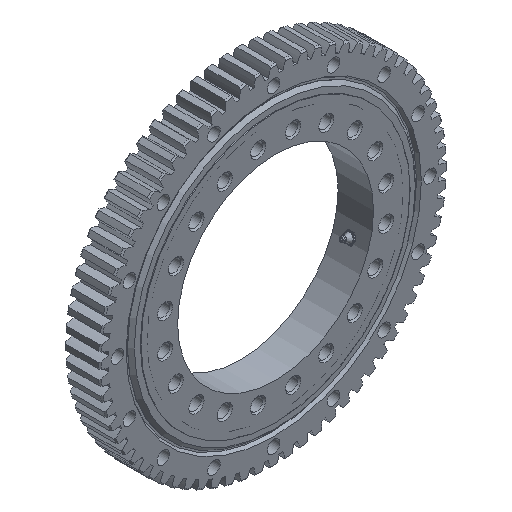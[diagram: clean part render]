
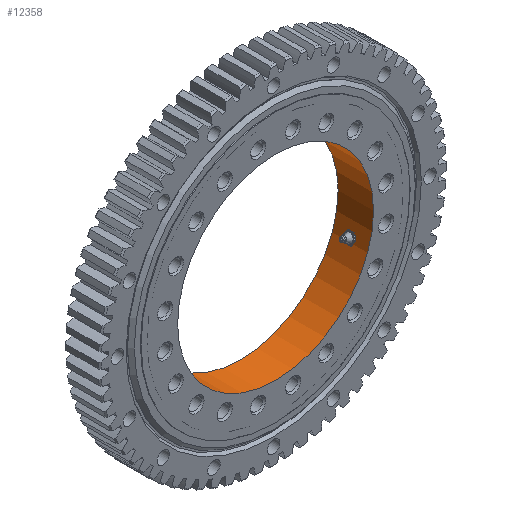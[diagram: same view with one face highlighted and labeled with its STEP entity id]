
A CAD part, isometric view. The second image highlights one B-rep face of the part: STEP entity #12358.
In plain terms, the highlighted cylindrical face has radius 105.004 mm (diameter 210.007 mm), a full revolution.
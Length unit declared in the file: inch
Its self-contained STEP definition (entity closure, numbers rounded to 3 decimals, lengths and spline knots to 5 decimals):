
#327=LINE('',#24339,#731);
#731=VECTOR('',#15595,4.134);
#1121=CYLINDRICAL_SURFACE('',#13353,4.134);
#1517=FACE_BOUND('',#2431,.T.);
#1710=FACE_OUTER_BOUND('',#2430,.T.);
#2430=EDGE_LOOP('',(#8934,#8935,#8936,#8937,#8938,#8939));
#2431=EDGE_LOOP('',(#8940,#8941));
#3212=CIRCLE('',#13331,4.134);
#3213=CIRCLE('',#13332,4.134);
#3224=CIRCLE('',#13351,4.134);
#3225=CIRCLE('',#13352,4.134);
#4277=B_SPLINE_CURVE_WITH_KNOTS('',3,(#24059,#24060,#24061,#24062,#24063,
#24064,#24065,#24066,#24067,#24068),.UNSPECIFIED.,.F.,.F.,(4,2,2,2,4),(0.,
0.41895,0.83789,1.25684,1.67578),
 .UNSPECIFIED.);
#4278=B_SPLINE_CURVE_WITH_KNOTS('',3,(#24069,#24070,#24071,#24072,#24073,
#24074,#24075,#24076,#24077,#24078,#24079,#24080,#24081,#24082,#24083,#24084,
#24085,#24086,#24087,#24088,#24089,#24090,#24091,#24092,#24093,#24094),
 .UNSPECIFIED.,.F.,.F.,(4,2,2,2,2,2,2,2,2,2,2,2,4),(1.67578,2.09472,
2.51367,2.93261,3.35156,3.77051,4.18945,
4.6084,5.02734,5.44628,5.86523,6.28417,
6.70312),.UNSPECIFIED.);
#4893=VERTEX_POINT('',#24057);
#4894=VERTEX_POINT('',#24058);
#4920=VERTEX_POINT('',#24299);
#4921=VERTEX_POINT('',#24300);
#4932=VERTEX_POINT('',#24334);
#4933=VERTEX_POINT('',#24335);
#6397=EDGE_CURVE('',#4893,#4894,#4277,.T.);
#6398=EDGE_CURVE('',#4894,#4893,#4278,.T.);
#6435=EDGE_CURVE('',#4920,#4921,#3212,.T.);
#6436=EDGE_CURVE('',#4921,#4920,#3213,.T.);
#6450=EDGE_CURVE('',#4932,#4933,#3224,.T.);
#6451=EDGE_CURVE('',#4933,#4932,#3225,.T.);
#6452=EDGE_CURVE('',#4933,#4921,#327,.T.);
#8934=ORIENTED_EDGE('',*,*,#6450,.T.);
#8935=ORIENTED_EDGE('',*,*,#6452,.T.);
#8936=ORIENTED_EDGE('',*,*,#6435,.F.);
#8937=ORIENTED_EDGE('',*,*,#6436,.F.);
#8938=ORIENTED_EDGE('',*,*,#6452,.F.);
#8939=ORIENTED_EDGE('',*,*,#6451,.T.);
#8940=ORIENTED_EDGE('',*,*,#6397,.T.);
#8941=ORIENTED_EDGE('',*,*,#6398,.T.);
#12358=ADVANCED_FACE('',(#1710,#1517),#1121,.F.);
#13331=AXIS2_PLACEMENT_3D('',#24301,#15546,#15547);
#13332=AXIS2_PLACEMENT_3D('',#24302,#15548,#15549);
#13351=AXIS2_PLACEMENT_3D('',#24336,#15589,#15590);
#13352=AXIS2_PLACEMENT_3D('',#24337,#15591,#15592);
#13353=AXIS2_PLACEMENT_3D('',#24338,#15593,#15594);
#15546=DIRECTION('center_axis',(0.,1.,0.));
#15547=DIRECTION('ref_axis',(-1.,0.,0.));
#15548=DIRECTION('center_axis',(0.,1.,0.));
#15549=DIRECTION('ref_axis',(-1.,0.,0.));
#15589=DIRECTION('center_axis',(0.,1.,0.));
#15590=DIRECTION('ref_axis',(-1.,0.,0.));
#15591=DIRECTION('center_axis',(0.,1.,0.));
#15592=DIRECTION('ref_axis',(-1.,0.,0.));
#15593=DIRECTION('center_axis',(0.,1.,0.));
#15594=DIRECTION('ref_axis',(-1.,0.,0.));
#15595=DIRECTION('',(0.,-1.,0.));
#24057=CARTESIAN_POINT('',(-4.11078,0.,-0.43752));
#24058=CARTESIAN_POINT('',(-4.134,-0.43752,0.));
#24059=CARTESIAN_POINT('Ctrl Pts',(-4.11078,0.,
-0.43752));
#24060=CARTESIAN_POINT('Ctrl Pts',(-4.11078,-0.05498,
-0.43752));
#24061=CARTESIAN_POINT('Ctrl Pts',(-4.112,-0.1136,
-0.42652));
#24062=CARTESIAN_POINT('Ctrl Pts',(-4.11639,-0.22138,
-0.38186));
#24063=CARTESIAN_POINT('Ctrl Pts',(-4.11949,-0.27055,
-0.34819));
#24064=CARTESIAN_POINT('Ctrl Pts',(-4.12532,-0.34819,
-0.27055));
#24065=CARTESIAN_POINT('Ctrl Pts',(-4.12842,-0.38186,
-0.22138));
#24066=CARTESIAN_POINT('Ctrl Pts',(-4.13279,-0.42652,
-0.1136));
#24067=CARTESIAN_POINT('Ctrl Pts',(-4.134,-0.43752,-0.05498));
#24068=CARTESIAN_POINT('Ctrl Pts',(-4.134,-0.43752,0.));
#24069=CARTESIAN_POINT('Ctrl Pts',(-4.134,-0.43752,0.));
#24070=CARTESIAN_POINT('Ctrl Pts',(-4.134,-0.43752,0.05498));
#24071=CARTESIAN_POINT('Ctrl Pts',(-4.13279,-0.42652,
0.1136));
#24072=CARTESIAN_POINT('Ctrl Pts',(-4.12842,-0.38186,
0.22138));
#24073=CARTESIAN_POINT('Ctrl Pts',(-4.12532,-0.34819,
0.27055));
#24074=CARTESIAN_POINT('Ctrl Pts',(-4.11949,-0.27055,
0.34819));
#24075=CARTESIAN_POINT('Ctrl Pts',(-4.11639,-0.22138,
0.38186));
#24076=CARTESIAN_POINT('Ctrl Pts',(-4.112,-0.1136,
0.42652));
#24077=CARTESIAN_POINT('Ctrl Pts',(-4.11078,-0.05498,
0.43752));
#24078=CARTESIAN_POINT('Ctrl Pts',(-4.11078,0.05498,
0.43752));
#24079=CARTESIAN_POINT('Ctrl Pts',(-4.112,0.1136,
0.42652));
#24080=CARTESIAN_POINT('Ctrl Pts',(-4.11639,0.22138,
0.38186));
#24081=CARTESIAN_POINT('Ctrl Pts',(-4.11949,0.27055,
0.34819));
#24082=CARTESIAN_POINT('Ctrl Pts',(-4.12532,0.34819,
0.27055));
#24083=CARTESIAN_POINT('Ctrl Pts',(-4.12842,0.38186,
0.22138));
#24084=CARTESIAN_POINT('Ctrl Pts',(-4.13279,0.42652,0.1136));
#24085=CARTESIAN_POINT('Ctrl Pts',(-4.134,0.43752,0.05498));
#24086=CARTESIAN_POINT('Ctrl Pts',(-4.134,0.43752,-0.05498));
#24087=CARTESIAN_POINT('Ctrl Pts',(-4.13279,0.42652,-0.1136));
#24088=CARTESIAN_POINT('Ctrl Pts',(-4.12842,0.38186,
-0.22138));
#24089=CARTESIAN_POINT('Ctrl Pts',(-4.12532,0.34819,
-0.27055));
#24090=CARTESIAN_POINT('Ctrl Pts',(-4.11949,0.27055,
-0.34819));
#24091=CARTESIAN_POINT('Ctrl Pts',(-4.11639,0.22138,
-0.38186));
#24092=CARTESIAN_POINT('Ctrl Pts',(-4.112,0.1136,
-0.42652));
#24093=CARTESIAN_POINT('Ctrl Pts',(-4.11078,0.05498,
-0.43752));
#24094=CARTESIAN_POINT('Ctrl Pts',(-4.11078,0.,-0.43752));
#24299=CARTESIAN_POINT('',(-4.134,-0.7875,0.));
#24300=CARTESIAN_POINT('',(4.134,-0.7875,0.));
#24301=CARTESIAN_POINT('Origin',(0.,-0.7875,0.));
#24302=CARTESIAN_POINT('Origin',(0.,-0.7875,0.));
#24334=CARTESIAN_POINT('',(-4.134,0.7085,0.));
#24335=CARTESIAN_POINT('',(4.134,0.7085,0.));
#24336=CARTESIAN_POINT('Origin',(0.,0.7085,0.));
#24337=CARTESIAN_POINT('Origin',(0.,0.7085,0.));
#24338=CARTESIAN_POINT('Origin',(0.,-0.0395,0.));
#24339=CARTESIAN_POINT('',(4.134,-0.0395,0.));
